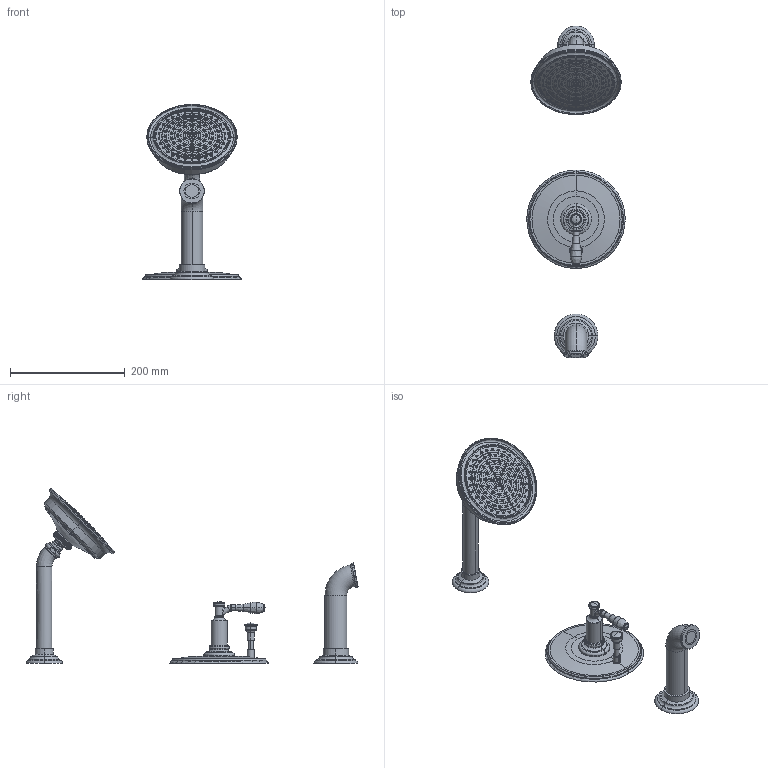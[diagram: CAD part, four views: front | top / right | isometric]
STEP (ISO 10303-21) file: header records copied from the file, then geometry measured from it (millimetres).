
FILE_DESCRIPTION((''),'2;1');
FILE_NAME('3-2552BP','2021-08-26T17:41:20',('rsmith'),(''),'CREO PARAMETRIC BY PTC INC, 2018400','CREO PARAMETRIC BY PTC INC, 2018400','');
FILE_SCHEMA(('AUTOMOTIVE_DESIGN { 1 0 10303 214 1 1 1 1 }'));
Length unit declared in the file: inch
Products named in the file (1): 3-2552BP
Bounding box: 171.38 x 578.33 x 304.99 mm (x, y, z)
Volume: 1164395 mm3; surface area: 208132.3 mm2
Topology: 42 solids, 42 shells, 2198 faces, 4995 edges, 3074 vertices
Faces by surface type: cylinder 761, plane 538, torus 331, bspline 306, cone 200, sphere 62
Entity records: 138550 total; most frequent: CARTESIAN_POINT 60775, ORIENTED_EDGE 9974, DIRECTION 9654, PRESENTATION_STYLE_ASSIGNMENT 6991, STYLED_ITEM 5029, CURVE_STYLE 4987, EDGE_CURVE 4987, AXIS2_PLACEMENT_3D 4266
